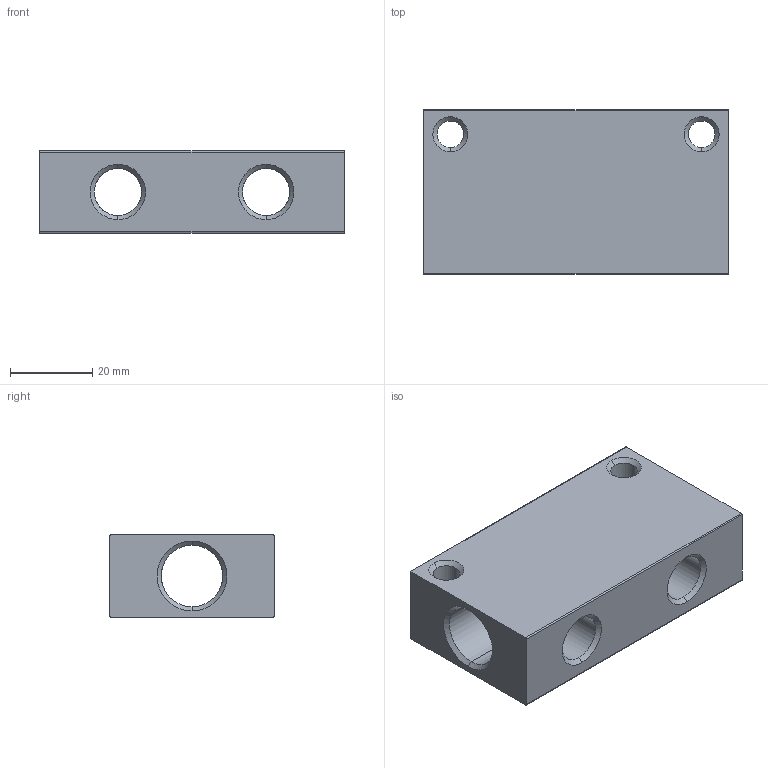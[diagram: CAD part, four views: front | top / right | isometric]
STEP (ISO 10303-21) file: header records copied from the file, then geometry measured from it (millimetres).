
FILE_DESCRIPTION(('STEP AP214'),'1');
FILE_NAME('3313_13_17_02.stp','2016-07-07T14:26:18',('TraceParts'),('TraceParts S.A.'),'Spatial InterOp 3D',' ',' ');
FILE_SCHEMA(('automotive_design'));
Length unit declared in the file: millimetre
Products named in the file (1): Solide1
Bounding box: 74 x 40 x 20 mm (x, y, z)
Volume: 39306.5 mm3; surface area: 15195.9 mm2
Topology: 1 solids, 1 shells, 44 faces, 130 edges, 88 vertices
Faces by surface type: cone 20, cylinder 18, plane 6
Entity records: 2078 total; most frequent: CARTESIAN_POINT 435, DIRECTION 284, ORIENTED_EDGE 260, EDGE_CURVE 130, AXIS2_PLACEMENT_3D 117, VERTEX_POINT 88, CIRCLE 72, EDGE_LOOP 58
